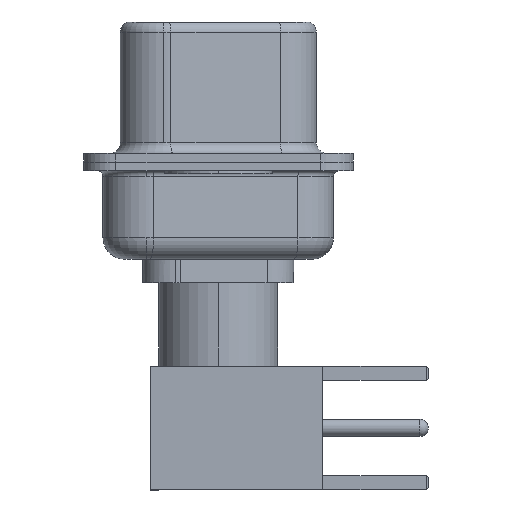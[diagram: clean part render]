
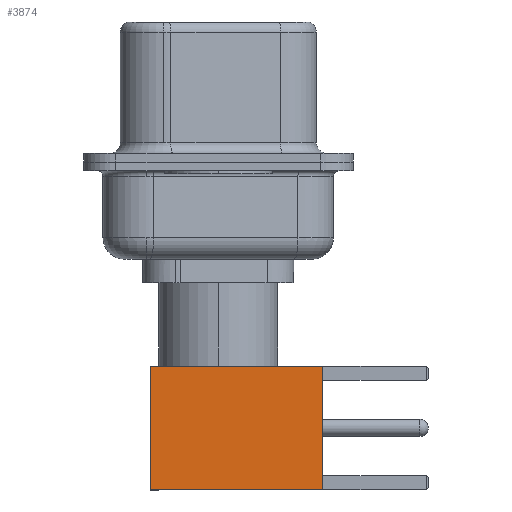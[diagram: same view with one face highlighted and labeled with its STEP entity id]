
A CAD part, left-side view. The second image highlights one B-rep face of the part: STEP entity #3874.
In plain terms, the highlighted face is planar.
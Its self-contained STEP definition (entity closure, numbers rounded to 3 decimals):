
#494 = VERTEX_POINT ( 'NONE', #7704 ) ;
#557 = VECTOR ( 'NONE', #4526, 1000. ) ;
#888 = LINE ( 'NONE', #3026, #1185 ) ;
#947 = LINE ( 'NONE', #3934, #2343 ) ;
#1048 = VECTOR ( 'NONE', #5209, 1000. ) ;
#1185 = VECTOR ( 'NONE', #2880, 1000. ) ;
#1867 = EDGE_CURVE ( 'NONE', #12166, #5964, #4322, .T. ) ;
#2343 = VECTOR ( 'NONE', #8271, 1000. ) ;
#2880 = DIRECTION ( 'NONE',  ( -1., 0., 0. ) ) ;
#3026 = CARTESIAN_POINT ( 'NONE',  ( 0., 2.875, 0. ) ) ;
#3656 = CARTESIAN_POINT ( 'NONE',  ( 2.875, 2.875, 8. ) ) ;
#3874 = ADVANCED_FACE ( 'NONE', ( #9134 ), #8127, .T. ) ;
#3934 = CARTESIAN_POINT ( 'NONE',  ( 2.875, 2.875, 0. ) ) ;
#4127 = CARTESIAN_POINT ( 'NONE',  ( -2.875, 2.875, 8. ) ) ;
#4322 = LINE ( 'NONE', #8666, #557 ) ;
#4526 = DIRECTION ( 'NONE',  ( -1., 0., 0. ) ) ;
#5035 = EDGE_CURVE ( 'NONE', #13809, #494, #888, .T. ) ;
#5096 = ORIENTED_EDGE ( 'NONE', *, *, #5428, .T. ) ;
#5209 = DIRECTION ( 'NONE',  ( 0., 0., -1. ) ) ;
#5428 = EDGE_CURVE ( 'NONE', #12166, #13809, #947, .T. ) ;
#5964 = VERTEX_POINT ( 'NONE', #4127 ) ;
#6452 = EDGE_LOOP ( 'NONE', ( #5096, #7884, #8762, #6709 ) ) ;
#6709 = ORIENTED_EDGE ( 'NONE', *, *, #1867, .F. ) ;
#7704 = CARTESIAN_POINT ( 'NONE',  ( -2.875, 2.875, 0. ) ) ;
#7884 = ORIENTED_EDGE ( 'NONE', *, *, #5035, .T. ) ;
#7996 = CARTESIAN_POINT ( 'NONE',  ( 2.875, 2.875, 0. ) ) ;
#8127 = PLANE ( 'NONE',  #12490 ) ;
#8271 = DIRECTION ( 'NONE',  ( 0., 0., -1. ) ) ;
#8666 = CARTESIAN_POINT ( 'NONE',  ( 0., 2.875, 8. ) ) ;
#8762 = ORIENTED_EDGE ( 'NONE', *, *, #12672, .F. ) ;
#9066 = DIRECTION ( 'NONE',  ( 0., 1., 0. ) ) ;
#9134 = FACE_OUTER_BOUND ( 'NONE', #6452, .T. ) ;
#11008 = CARTESIAN_POINT ( 'NONE',  ( 2.875, 2.875, 0. ) ) ;
#11819 = CARTESIAN_POINT ( 'NONE',  ( -2.875, 2.875, 0. ) ) ;
#12166 = VERTEX_POINT ( 'NONE', #3656 ) ;
#12490 = AXIS2_PLACEMENT_3D ( 'NONE', #7996, #9066, #13247 ) ;
#12672 = EDGE_CURVE ( 'NONE', #5964, #494, #13952, .T. ) ;
#13247 = DIRECTION ( 'NONE',  ( 0., 0., 1. ) ) ;
#13809 = VERTEX_POINT ( 'NONE', #11008 ) ;
#13952 = LINE ( 'NONE', #11819, #1048 ) ;
